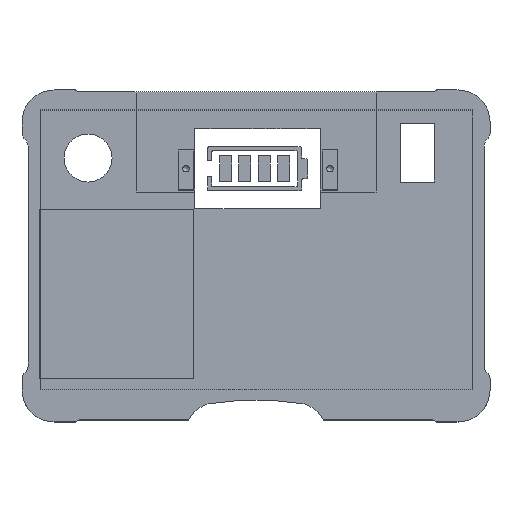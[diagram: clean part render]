
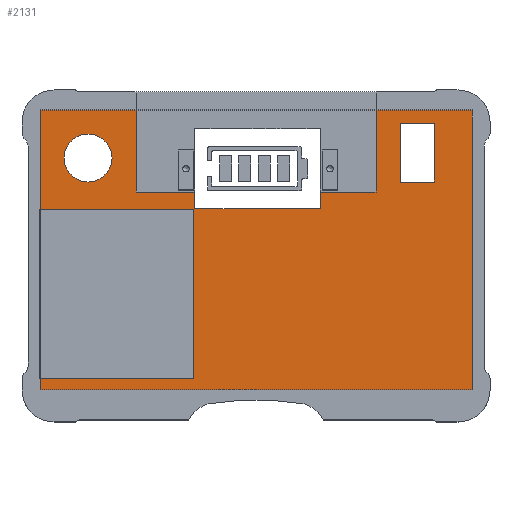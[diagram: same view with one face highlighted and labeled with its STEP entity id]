
A CAD part, top view. The second image highlights one B-rep face of the part: STEP entity #2131.
In plain terms, the highlighted planar face has unit normal (0, 0, 1).
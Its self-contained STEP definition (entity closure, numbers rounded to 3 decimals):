
#637 = VERTEX_POINT('',#638);
#638 = CARTESIAN_POINT('',(-30.,78.,2.));
#644 = EDGE_CURVE('',#637,#645,#647,.T.);
#645 = VERTEX_POINT('',#646);
#646 = CARTESIAN_POINT('',(-54.,78.,2.));
#647 = LINE('',#648,#649);
#648 = CARTESIAN_POINT('',(54.,78.,2.));
#649 = VECTOR('',#650,1.);
#650 = DIRECTION('',(-1.,0.,0.));
#668 = EDGE_CURVE('',#645,#669,#671,.T.);
#669 = VERTEX_POINT('',#670);
#670 = CARTESIAN_POINT('',(-54.,53.2,2.));
#671 = LINE('',#672,#673);
#672 = CARTESIAN_POINT('',(-54.,78.,2.));
#673 = VECTOR('',#674,1.);
#674 = DIRECTION('',(0.,-1.,0.));
#774 = VERTEX_POINT('',#775);
#775 = CARTESIAN_POINT('',(-54.,10.8,2.));
#798 = EDGE_CURVE('',#774,#799,#801,.T.);
#799 = VERTEX_POINT('',#800);
#800 = CARTESIAN_POINT('',(-54.,8.,2.));
#801 = LINE('',#802,#803);
#802 = CARTESIAN_POINT('',(-54.,78.,2.));
#803 = VECTOR('',#804,1.);
#804 = DIRECTION('',(0.,-1.,0.));
#821 = EDGE_CURVE('',#799,#822,#824,.T.);
#822 = VERTEX_POINT('',#823);
#823 = CARTESIAN_POINT('',(54.,8.,2.));
#824 = LINE('',#825,#826);
#825 = CARTESIAN_POINT('',(-54.,8.,2.));
#826 = VECTOR('',#827,1.);
#827 = DIRECTION('',(1.,0.,0.));
#845 = EDGE_CURVE('',#822,#846,#848,.T.);
#846 = VERTEX_POINT('',#847);
#847 = CARTESIAN_POINT('',(54.,78.,2.));
#848 = LINE('',#849,#850);
#849 = CARTESIAN_POINT('',(54.,8.,2.));
#850 = VECTOR('',#851,1.);
#851 = DIRECTION('',(0.,1.,0.));
#870 = EDGE_CURVE('',#846,#871,#873,.T.);
#871 = VERTEX_POINT('',#872);
#872 = CARTESIAN_POINT('',(30.,78.,2.));
#873 = LINE('',#874,#875);
#874 = CARTESIAN_POINT('',(54.,78.,2.));
#875 = VECTOR('',#876,1.);
#876 = DIRECTION('',(-1.,0.,0.));
#2131 = ADVANCED_FACE('',(#2132,#2216,#2227),#2261,.T.);
#2132 = FACE_BOUND('',#2133,.T.);
#2133 = EDGE_LOOP('',(#2134,#2142,#2143,#2144,#2145,#2146,#2154,#2162,
    #2170,#2178,#2186,#2194,#2200,#2201,#2202,#2210));
#2134 = ORIENTED_EDGE('',*,*,#2135,.F.);
#2135 = EDGE_CURVE('',#774,#2136,#2138,.T.);
#2136 = VERTEX_POINT('',#2137);
#2137 = CARTESIAN_POINT('',(-15.62,10.8,2.));
#2138 = LINE('',#2139,#2140);
#2139 = CARTESIAN_POINT('',(-25.732,10.8,2.));
#2140 = VECTOR('',#2141,1.);
#2141 = DIRECTION('',(1.,0.,0.));
#2142 = ORIENTED_EDGE('',*,*,#798,.T.);
#2143 = ORIENTED_EDGE('',*,*,#821,.T.);
#2144 = ORIENTED_EDGE('',*,*,#845,.T.);
#2145 = ORIENTED_EDGE('',*,*,#870,.T.);
#2146 = ORIENTED_EDGE('',*,*,#2147,.T.);
#2147 = EDGE_CURVE('',#871,#2148,#2150,.T.);
#2148 = VERTEX_POINT('',#2149);
#2149 = CARTESIAN_POINT('',(30.,57.5,2.));
#2150 = LINE('',#2151,#2152);
#2151 = CARTESIAN_POINT('',(30.,50.25,2.));
#2152 = VECTOR('',#2153,1.);
#2153 = DIRECTION('',(0.,-1.,0.));
#2154 = ORIENTED_EDGE('',*,*,#2155,.T.);
#2155 = EDGE_CURVE('',#2148,#2156,#2158,.T.);
#2156 = VERTEX_POINT('',#2157);
#2157 = CARTESIAN_POINT('',(16.077,57.5,2.));
#2158 = LINE('',#2159,#2160);
#2159 = CARTESIAN_POINT('',(-15.,57.5,2.));
#2160 = VECTOR('',#2161,1.);
#2161 = DIRECTION('',(-1.,0.,0.));
#2162 = ORIENTED_EDGE('',*,*,#2163,.T.);
#2163 = EDGE_CURVE('',#2156,#2164,#2166,.T.);
#2164 = VERTEX_POINT('',#2165);
#2165 = CARTESIAN_POINT('',(16.077,53.333,2.));
#2166 = LINE('',#2167,#2168);
#2167 = CARTESIAN_POINT('',(16.077,58.166,2.));
#2168 = VECTOR('',#2169,1.);
#2169 = DIRECTION('',(0.,-1.,0.));
#2170 = ORIENTED_EDGE('',*,*,#2171,.T.);
#2171 = EDGE_CURVE('',#2164,#2172,#2174,.T.);
#2172 = VERTEX_POINT('',#2173);
#2173 = CARTESIAN_POINT('',(-15.273,53.333,2.));
#2174 = LINE('',#2175,#2176);
#2175 = CARTESIAN_POINT('',(-7.636,53.333,2.));
#2176 = VECTOR('',#2177,1.);
#2177 = DIRECTION('',(-1.,0.,0.));
#2178 = ORIENTED_EDGE('',*,*,#2179,.T.);
#2179 = EDGE_CURVE('',#2172,#2180,#2182,.T.);
#2180 = VERTEX_POINT('',#2181);
#2181 = CARTESIAN_POINT('',(-15.273,57.5,2.));
#2182 = LINE('',#2183,#2184);
#2183 = CARTESIAN_POINT('',(-15.273,58.166,2.));
#2184 = VECTOR('',#2185,1.);
#2185 = DIRECTION('',(0.,1.,0.));
#2186 = ORIENTED_EDGE('',*,*,#2187,.T.);
#2187 = EDGE_CURVE('',#2180,#2188,#2190,.T.);
#2188 = VERTEX_POINT('',#2189);
#2189 = CARTESIAN_POINT('',(-30.,57.5,2.));
#2190 = LINE('',#2191,#2192);
#2191 = CARTESIAN_POINT('',(-15.,57.5,2.));
#2192 = VECTOR('',#2193,1.);
#2193 = DIRECTION('',(-1.,0.,0.));
#2194 = ORIENTED_EDGE('',*,*,#2195,.T.);
#2195 = EDGE_CURVE('',#2188,#637,#2196,.T.);
#2196 = LINE('',#2197,#2198);
#2197 = CARTESIAN_POINT('',(-30.,62.75,2.));
#2198 = VECTOR('',#2199,1.);
#2199 = DIRECTION('',(0.,1.,0.));
#2200 = ORIENTED_EDGE('',*,*,#644,.T.);
#2201 = ORIENTED_EDGE('',*,*,#668,.T.);
#2202 = ORIENTED_EDGE('',*,*,#2203,.F.);
#2203 = EDGE_CURVE('',#2204,#669,#2206,.T.);
#2204 = VERTEX_POINT('',#2205);
#2205 = CARTESIAN_POINT('',(-15.62,53.2,2.));
#2206 = LINE('',#2207,#2208);
#2207 = CARTESIAN_POINT('',(-44.932,53.2,2.));
#2208 = VECTOR('',#2209,1.);
#2209 = DIRECTION('',(-1.,0.,0.));
#2210 = ORIENTED_EDGE('',*,*,#2211,.F.);
#2211 = EDGE_CURVE('',#2136,#2204,#2212,.T.);
#2212 = LINE('',#2213,#2214);
#2213 = CARTESIAN_POINT('',(-15.62,42.271,2.));
#2214 = VECTOR('',#2215,1.);
#2215 = DIRECTION('',(0.,1.,0.));
#2216 = FACE_BOUND('',#2217,.T.);
#2217 = EDGE_LOOP('',(#2218));
#2218 = ORIENTED_EDGE('',*,*,#2219,.T.);
#2219 = EDGE_CURVE('',#2220,#2220,#2222,.T.);
#2220 = VERTEX_POINT('',#2221);
#2221 = CARTESIAN_POINT('',(-36.,66.,2.));
#2222 = CIRCLE('',#2223,6.);
#2223 = AXIS2_PLACEMENT_3D('',#2224,#2225,#2226);
#2224 = CARTESIAN_POINT('',(-42.,66.,2.));
#2225 = DIRECTION('',(0.,0.,-1.));
#2226 = DIRECTION('',(1.,0.,0.));
#2227 = FACE_BOUND('',#2228,.T.);
#2228 = EDGE_LOOP('',(#2229,#2239,#2247,#2255));
#2229 = ORIENTED_EDGE('',*,*,#2230,.T.);
#2230 = EDGE_CURVE('',#2231,#2233,#2235,.T.);
#2231 = VERTEX_POINT('',#2232);
#2232 = CARTESIAN_POINT('',(44.6,74.6,2.));
#2233 = VERTEX_POINT('',#2234);
#2234 = CARTESIAN_POINT('',(44.6,60.,2.));
#2235 = LINE('',#2236,#2237);
#2236 = CARTESIAN_POINT('',(44.6,51.5,2.));
#2237 = VECTOR('',#2238,1.);
#2238 = DIRECTION('',(0.,-1.,0.));
#2239 = ORIENTED_EDGE('',*,*,#2240,.T.);
#2240 = EDGE_CURVE('',#2233,#2241,#2243,.T.);
#2241 = VERTEX_POINT('',#2242);
#2242 = CARTESIAN_POINT('',(36.,60.,2.));
#2243 = LINE('',#2244,#2245);
#2244 = CARTESIAN_POINT('',(18.,60.,2.));
#2245 = VECTOR('',#2246,1.);
#2246 = DIRECTION('',(-1.,0.,0.));
#2247 = ORIENTED_EDGE('',*,*,#2248,.T.);
#2248 = EDGE_CURVE('',#2241,#2249,#2251,.T.);
#2249 = VERTEX_POINT('',#2250);
#2250 = CARTESIAN_POINT('',(36.,74.6,2.));
#2251 = LINE('',#2252,#2253);
#2252 = CARTESIAN_POINT('',(36.,58.8,2.));
#2253 = VECTOR('',#2254,1.);
#2254 = DIRECTION('',(0.,1.,0.));
#2255 = ORIENTED_EDGE('',*,*,#2256,.T.);
#2256 = EDGE_CURVE('',#2249,#2231,#2257,.T.);
#2257 = LINE('',#2258,#2259);
#2258 = CARTESIAN_POINT('',(22.3,74.6,2.));
#2259 = VECTOR('',#2260,1.);
#2260 = DIRECTION('',(1.,0.,0.));
#2261 = PLANE('',#2262);
#2262 = AXIS2_PLACEMENT_3D('',#2263,#2264,#2265);
#2263 = CARTESIAN_POINT('',(0.,43.,2.));
#2264 = DIRECTION('',(0.,0.,1.));
#2265 = DIRECTION('',(1.,0.,0.));
